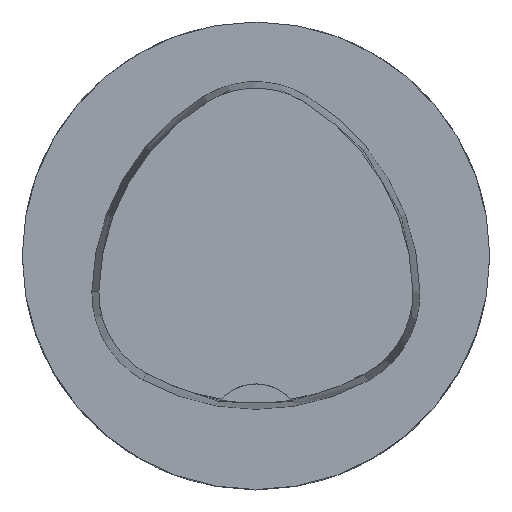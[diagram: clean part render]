
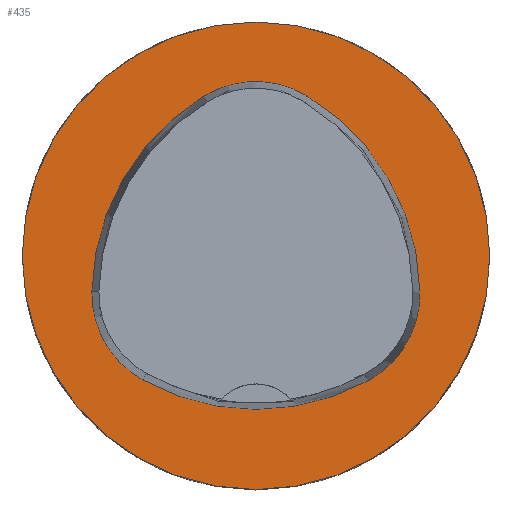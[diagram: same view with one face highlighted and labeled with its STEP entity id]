
A CAD part, top view. The second image highlights one B-rep face of the part: STEP entity #435.
In plain terms, the highlighted planar face has unit normal (0, 0, 1).
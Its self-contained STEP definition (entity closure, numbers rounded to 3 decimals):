
#435=ADVANCED_FACE('',(#1231,#1232),#781,.T.);
#781=PLANE('',#6502);
#1123=CIRCLE('',#6469,20.);
#1125=CIRCLE('',#6480,20.);
#1127=CIRCLE('',#6483,8.5);
#1129=CIRCLE('',#6486,20.);
#1131=CIRCLE('',#6489,8.5);
#1135=CIRCLE('',#6494,20.);
#1137=CIRCLE('',#6497,8.5);
#1231=FACE_BOUND('',#1339,.T.);
#1232=FACE_BOUND('',#1340,.T.);
#1339=EDGE_LOOP('',(#2178,#2179,#2180,#2181,#2182,#2183));
#1340=EDGE_LOOP('',(#2184));
#2178=ORIENTED_EDGE('',*,*,#4603,.T.);
#2179=ORIENTED_EDGE('',*,*,#4583,.T.);
#2180=ORIENTED_EDGE('',*,*,#4587,.T.);
#2181=ORIENTED_EDGE('',*,*,#4590,.T.);
#2182=ORIENTED_EDGE('',*,*,#4593,.T.);
#2183=ORIENTED_EDGE('',*,*,#4601,.T.);
#2184=ORIENTED_EDGE('',*,*,#4565,.F.);
#3948=VERTEX_POINT('',#8975);
#3966=VERTEX_POINT('',#9012);
#3967=VERTEX_POINT('',#9013);
#3970=VERTEX_POINT('',#9021);
#3972=VERTEX_POINT('',#9027);
#3974=VERTEX_POINT('',#9033);
#3981=VERTEX_POINT('',#9054);
#4565=EDGE_CURVE('',#3948,#3948,#1123,.T.);
#4583=EDGE_CURVE('',#3966,#3967,#1125,.T.);
#4587=EDGE_CURVE('',#3967,#3970,#1127,.T.);
#4590=EDGE_CURVE('',#3970,#3972,#1129,.T.);
#4593=EDGE_CURVE('',#3972,#3974,#1131,.T.);
#4601=EDGE_CURVE('',#3974,#3981,#1135,.T.);
#4603=EDGE_CURVE('',#3981,#3966,#1137,.T.);
#6469=AXIS2_PLACEMENT_3D('',#8974,#7204,#7205);
#6480=AXIS2_PLACEMENT_3D('',#9011,#7234,#7235);
#6483=AXIS2_PLACEMENT_3D('',#9020,#7242,#7243);
#6486=AXIS2_PLACEMENT_3D('',#9026,#7249,#7250);
#6489=AXIS2_PLACEMENT_3D('',#9032,#7256,#7257);
#6494=AXIS2_PLACEMENT_3D('',#9055,#7268,#7269);
#6497=AXIS2_PLACEMENT_3D('',#9058,#7274,#7275);
#6502=AXIS2_PLACEMENT_3D('',#9063,#7284,#7285);
#7204=DIRECTION('',(0.,0.,-1.));
#7205=DIRECTION('',(-1.,0.,0.));
#7234=DIRECTION('',(0.,0.,-1.));
#7235=DIRECTION('',(-1.,0.,0.));
#7242=DIRECTION('',(0.,0.,-1.));
#7243=DIRECTION('',(-1.,0.,0.));
#7249=DIRECTION('',(0.,0.,-1.));
#7250=DIRECTION('',(-1.,0.,0.));
#7256=DIRECTION('',(0.,0.,-1.));
#7257=DIRECTION('',(-1.,0.,0.));
#7268=DIRECTION('',(0.,0.,-1.));
#7269=DIRECTION('',(-1.,0.,0.));
#7274=DIRECTION('',(0.,0.,-1.));
#7275=DIRECTION('',(-1.,0.,0.));
#7284=DIRECTION('',(0.,0.,1.));
#7285=DIRECTION('',(1.,0.,0.));
#8974=CARTESIAN_POINT('',(0.,0.,0.));
#8975=CARTESIAN_POINT('',(-20.,0.,0.));
#9011=CARTESIAN_POINT('',(5.955,-3.414,0.));
#9012=CARTESIAN_POINT('',(-14.041,-3.042,0.));
#9013=CARTESIAN_POINT('',(-4.472,13.653,0.));
#9020=CARTESIAN_POINT('',(-0.04,6.4,0.));
#9021=CARTESIAN_POINT('',(4.347,13.68,0.));
#9026=CARTESIAN_POINT('',(-5.976,-3.45,0.));
#9027=CARTESIAN_POINT('',(14.021,-3.075,0.));
#9032=CARTESIAN_POINT('',(5.522,-3.235,0.));
#9033=CARTESIAN_POINT('',(9.588,-10.699,0.));
#9054=CARTESIAN_POINT('',(-9.655,-10.639,0.));
#9055=CARTESIAN_POINT('',(0.022,6.864,0.));
#9058=CARTESIAN_POINT('',(-5.543,-3.2,0.));
#9063=CARTESIAN_POINT('',(0.,0.,0.));
